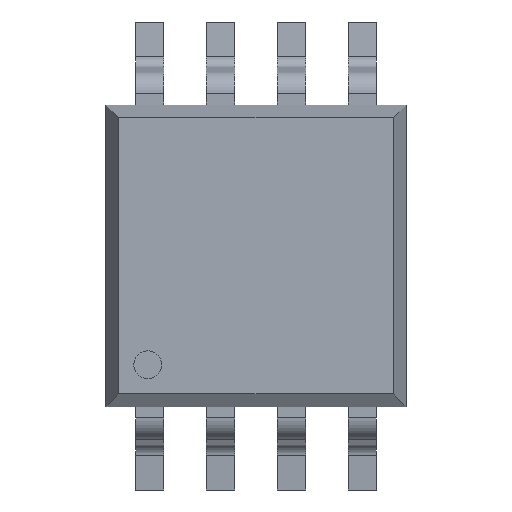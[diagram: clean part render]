
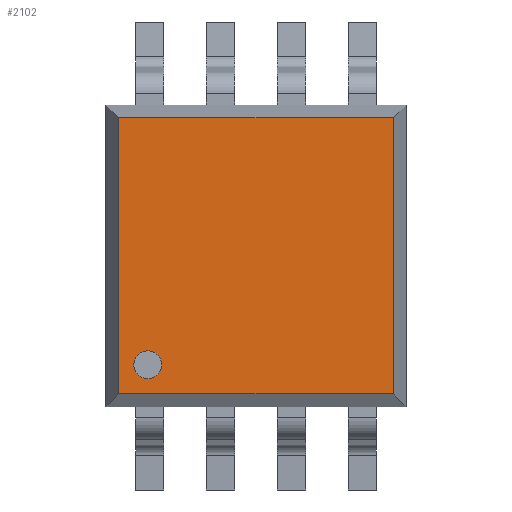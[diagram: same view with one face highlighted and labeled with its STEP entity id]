
A CAD part, top view. The second image highlights one B-rep face of the part: STEP entity #2102.
In plain terms, the highlighted planar face has unit normal (0, 0, 1).
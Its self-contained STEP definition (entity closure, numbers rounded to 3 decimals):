
#1330 = VERTEX_POINT('',#1331);
#1331 = CARTESIAN_POINT('',(2.462,2.477,2.34)
  );
#1339 = VERTEX_POINT('',#1340);
#1340 = CARTESIAN_POINT('',(-2.462,2.477,2.34
    ));
#1346 = EDGE_CURVE('',#1330,#1339,#1347,.T.);
#1347 = LINE('',#1348,#1349);
#1348 = CARTESIAN_POINT('',(2.69,2.477,2.34)
  );
#1349 = VECTOR('',#1350,1.);
#1350 = DIRECTION('',(-1.,0.,0.));
#1586 = VERTEX_POINT('',#1587);
#1587 = CARTESIAN_POINT('',(-2.462,-2.477,
    2.34));
#1593 = EDGE_CURVE('',#1339,#1586,#1594,.T.);
#1594 = LINE('',#1595,#1596);
#1595 = CARTESIAN_POINT('',(-2.462,-2.705,
    2.34));
#1596 = VECTOR('',#1597,1.);
#1597 = DIRECTION('',(0.,-1.,0.));
#1656 = VERTEX_POINT('',#1657);
#1657 = CARTESIAN_POINT('',(2.462,-2.477,
    2.34));
#1665 = EDGE_CURVE('',#1656,#1330,#1666,.T.);
#1666 = LINE('',#1667,#1668);
#1667 = CARTESIAN_POINT('',(2.462,-2.705,
    2.34));
#1668 = VECTOR('',#1669,1.);
#1669 = DIRECTION('',(0.,1.,0.));
#2102 = ADVANCED_FACE('',(#2103,#2123),#2134,.T.);
#2103 = FACE_BOUND('',#2104,.T.);
#2104 = EDGE_LOOP('',(#2105,#2116));
#2105 = ORIENTED_EDGE('',*,*,#2106,.F.);
#2106 = EDGE_CURVE('',#2107,#2109,#2111,.T.);
#2107 = VERTEX_POINT('',#2108);
#2108 = CARTESIAN_POINT('',(-1.69,-1.955,
    2.34));
#2109 = VERTEX_POINT('',#2110);
#2110 = CARTESIAN_POINT('',(-2.19,-1.955,
    2.34));
#2111 = CIRCLE('',#2112,0.25);
#2112 = AXIS2_PLACEMENT_3D('',#2113,#2114,#2115);
#2113 = CARTESIAN_POINT('',(-1.94,-1.955,
    2.34));
#2114 = DIRECTION('',(0.,0.,1.));
#2115 = DIRECTION('',(1.,0.,0.));
#2116 = ORIENTED_EDGE('',*,*,#2117,.F.);
#2117 = EDGE_CURVE('',#2109,#2107,#2118,.T.);
#2118 = CIRCLE('',#2119,0.25);
#2119 = AXIS2_PLACEMENT_3D('',#2120,#2121,#2122);
#2120 = CARTESIAN_POINT('',(-1.94,-1.955,
    2.34));
#2121 = DIRECTION('',(0.,0.,1.));
#2122 = DIRECTION('',(1.,0.,0.));
#2123 = FACE_BOUND('',#2124,.T.);
#2124 = EDGE_LOOP('',(#2125,#2126,#2127,#2133));
#2125 = ORIENTED_EDGE('',*,*,#1346,.T.);
#2126 = ORIENTED_EDGE('',*,*,#1593,.T.);
#2127 = ORIENTED_EDGE('',*,*,#2128,.T.);
#2128 = EDGE_CURVE('',#1586,#1656,#2129,.T.);
#2129 = LINE('',#2130,#2131);
#2130 = CARTESIAN_POINT('',(2.69,-2.477,
    2.34));
#2131 = VECTOR('',#2132,1.);
#2132 = DIRECTION('',(1.,0.,0.));
#2133 = ORIENTED_EDGE('',*,*,#1665,.T.);
#2134 = PLANE('',#2135);
#2135 = AXIS2_PLACEMENT_3D('',#2136,#2137,#2138);
#2136 = CARTESIAN_POINT('',(2.69,-2.705,
    2.34));
#2137 = DIRECTION('',(0.,0.,1.));
#2138 = DIRECTION('',(1.,0.,0.));
